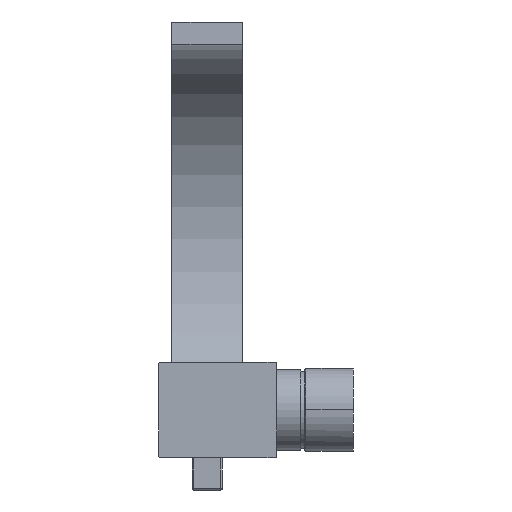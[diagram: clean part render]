
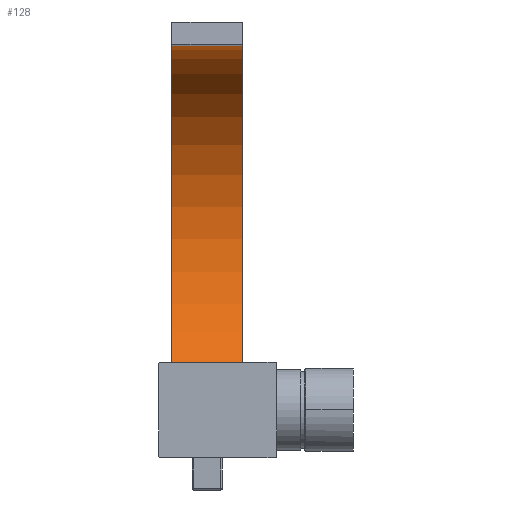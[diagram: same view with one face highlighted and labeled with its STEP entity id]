
A CAD part, front view. The second image highlights one B-rep face of the part: STEP entity #128.
In plain terms, the highlighted cylindrical face has radius 94.5 mm (diameter 189 mm), a partial arc.
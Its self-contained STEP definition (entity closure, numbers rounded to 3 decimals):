
#5 = CARTESIAN_POINT ( 'NONE',  ( -17.5, 132.648, 194.442 ) ) ;
#42 = AXIS2_PLACEMENT_3D ( 'NONE', #953, #2655, #1213 ) ;
#123 = DIRECTION ( 'NONE',  ( 0., 0., -1. ) ) ;
#128 = ADVANCED_FACE ( 'NONE', ( #2693 ), #2617, .F. ) ;
#176 = EDGE_CURVE ( 'NONE', #1797, #2714, #1982, .T. ) ;
#206 = VERTEX_POINT ( 'NONE', #2621 ) ;
#277 = EDGE_CURVE ( 'NONE', #1797, #2913, #2393, .T. ) ;
#902 = DIRECTION ( 'NONE',  ( 1., 0., 0. ) ) ;
#953 = CARTESIAN_POINT ( 'NONE',  ( -17.5, 129.35, 100. ) ) ;
#1052 = DIRECTION ( 'NONE',  ( 1., 0., 0. ) ) ;
#1097 = VECTOR ( 'NONE', #1052, 1000. ) ;
#1155 = CARTESIAN_POINT ( 'NONE',  ( -17.5, 129.35, 5.5 ) ) ;
#1213 = DIRECTION ( 'NONE',  ( 0., 0., -1. ) ) ;
#1220 = CARTESIAN_POINT ( 'NONE',  ( 17.5, 129.35, 100. ) ) ;
#1452 = ORIENTED_EDGE ( 'NONE', *, *, #1845, .T. ) ;
#1456 = CARTESIAN_POINT ( 'NONE',  ( 17.5, 129.35, 5.5 ) ) ;
#1457 = DIRECTION ( 'NONE',  ( 0., 0., -1. ) ) ;
#1458 = AXIS2_PLACEMENT_3D ( 'NONE', #2842, #3072, #123 ) ;
#1545 = EDGE_CURVE ( 'NONE', #2913, #206, #2386, .T. ) ;
#1575 = ORIENTED_EDGE ( 'NONE', *, *, #176, .T. ) ;
#1670 = CARTESIAN_POINT ( 'NONE',  ( -17.5, 129.35, 5.5 ) ) ;
#1775 = ORIENTED_EDGE ( 'NONE', *, *, #277, .F. ) ;
#1797 = VERTEX_POINT ( 'NONE', #1670 ) ;
#1845 = EDGE_CURVE ( 'NONE', #2714, #206, #2830, .T. ) ;
#1982 = LINE ( 'NONE', #1155, #3186 ) ;
#2026 = CARTESIAN_POINT ( 'NONE',  ( -17.5, 132.648, 194.442 ) ) ;
#2304 = ORIENTED_EDGE ( 'NONE', *, *, #1545, .F. ) ;
#2386 = LINE ( 'NONE', #2026, #1097 ) ;
#2393 = CIRCLE ( 'NONE', #42, 94.5 ) ;
#2617 = CYLINDRICAL_SURFACE ( 'NONE', #1458, 94.5 ) ;
#2621 = CARTESIAN_POINT ( 'NONE',  ( 17.5, 132.648, 194.442 ) ) ;
#2655 = DIRECTION ( 'NONE',  ( 1., 0., 0. ) ) ;
#2693 = FACE_OUTER_BOUND ( 'NONE', #2805, .T. ) ;
#2714 = VERTEX_POINT ( 'NONE', #1456 ) ;
#2805 = EDGE_LOOP ( 'NONE', ( #1575, #1452, #2304, #1775 ) ) ;
#2830 = CIRCLE ( 'NONE', #2918, 94.5 ) ;
#2842 = CARTESIAN_POINT ( 'NONE',  ( 0., 129.35, 100. ) ) ;
#2904 = DIRECTION ( 'NONE',  ( 1., 0., 0. ) ) ;
#2913 = VERTEX_POINT ( 'NONE', #5 ) ;
#2918 = AXIS2_PLACEMENT_3D ( 'NONE', #1220, #2904, #1457 ) ;
#3072 = DIRECTION ( 'NONE',  ( 1., 0., 0. ) ) ;
#3186 = VECTOR ( 'NONE', #902, 1000. ) ;
